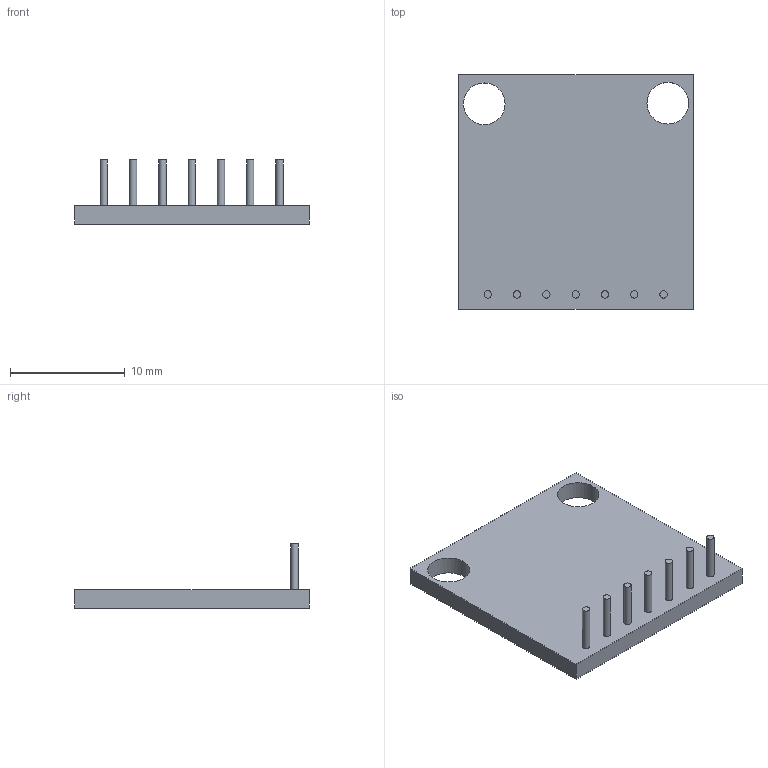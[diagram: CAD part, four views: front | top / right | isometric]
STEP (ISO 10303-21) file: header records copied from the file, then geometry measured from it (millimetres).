
FILE_DESCRIPTION(/* description */ (''),/* implementation_level */ '2;1');
FILE_NAME(/* name */ 'tcs3472.step',/* time_stamp */ '2022-10-13T12:39:19+05:30',/* author */ (''),/* organization */ (''),/* preprocessor_version */ 'ST-DEVELOPER v19',/* originating_system */ 'Autodesk Translation Framework v11.7.0.108',/* authorisation */ '');
FILE_SCHEMA (('AUTOMOTIVE_DESIGN { 1 0 10303 214 3 1 1 }'));
Length unit declared in the file: millimetre
Products named in the file (1): tcs3472
Bounding box: 20.5 x 20.5 x 5.6 mm (x, y, z)
Volume: 644.9 mm3; surface area: 1034.2 mm2
Topology: 1 solids, 1 shells, 32 faces, 63 edges, 42 vertices
Faces by surface type: plane 23, cylinder 9
Full cylindrical faces by diameter (mm): 0.64 x7, 3.64 x2
Entity records: 866 total; most frequent: DIRECTION 147, CARTESIAN_POINT 138, ORIENTED_EDGE 126, EDGE_CURVE 63, AXIS2_PLACEMENT_3D 51, EDGE_LOOP 45, LINE 45, VECTOR 45
